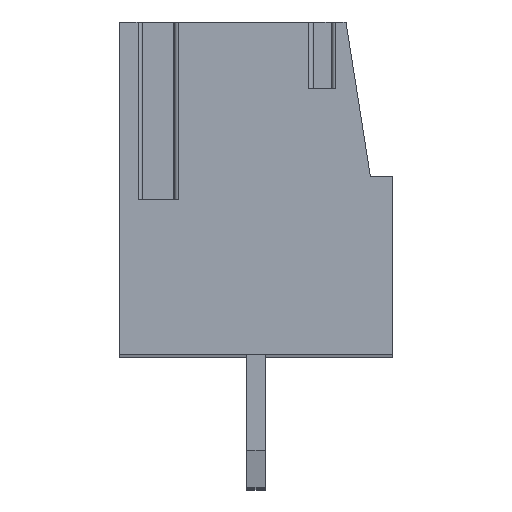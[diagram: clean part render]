
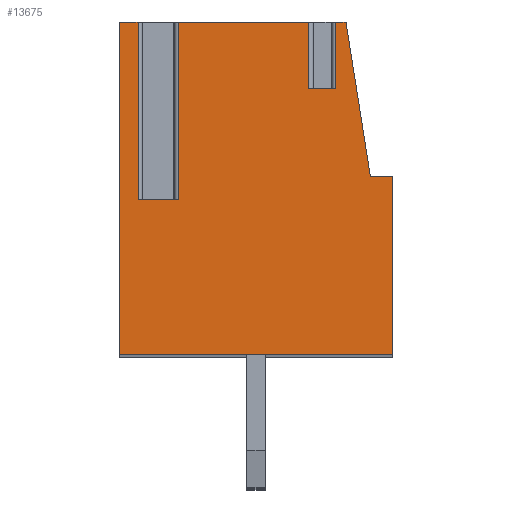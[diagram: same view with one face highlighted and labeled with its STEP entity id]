
A CAD part, top view. The second image highlights one B-rep face of the part: STEP entity #13675.
In plain terms, the highlighted planar face has unit normal (0, 0, 1).
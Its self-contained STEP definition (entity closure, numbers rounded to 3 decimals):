
#3915=DIRECTION('',(0.,1.,0.));
#3916=VECTOR('',#3915,1.8);
#3917=CARTESIAN_POINT('',(1.436,2.4,1.75));
#3918=LINE('',#3917,#3916);
#3919=DIRECTION('',(0.,1.,0.));
#3920=VECTOR('',#3919,1.8);
#3921=CARTESIAN_POINT('',(2.164,2.4,1.75));
#3922=LINE('',#3921,#3920);
#3923=DIRECTION('',(-1.,0.,0.));
#3924=VECTOR('',#3923,0.276);
#3925=CARTESIAN_POINT('',(2.44,4.2,1.75));
#3926=LINE('',#3925,#3924);
#3927=DIRECTION('',(-0.155,0.988,0.));
#3928=VECTOR('',#3927,4.252);
#3929=CARTESIAN_POINT('',(3.1,0.,1.75));
#3930=LINE('',#3929,#3928);
#3931=DIRECTION('',(-1.,0.,0.));
#3932=VECTOR('',#3931,0.6);
#3933=CARTESIAN_POINT('',(3.7,0.,1.75));
#3934=LINE('',#3933,#3932);
#3935=DIRECTION('',(0.,1.,0.));
#3936=VECTOR('',#3935,4.8);
#3937=CARTESIAN_POINT('',(3.7,-4.8,1.75));
#3938=LINE('',#3937,#3936);
#3939=DIRECTION('',(1.,0.,0.));
#3940=VECTOR('',#3939,7.4);
#3941=CARTESIAN_POINT('',(-3.7,-4.8,1.75));
#3942=LINE('',#3941,#3940);
#3943=DIRECTION('',(0.,-1.,0.));
#3944=VECTOR('',#3943,9.);
#3945=CARTESIAN_POINT('',(-3.7,4.2,1.75));
#3946=LINE('',#3945,#3944);
#3947=DIRECTION('',(-1.,0.,0.));
#3948=VECTOR('',#3947,0.504);
#3949=CARTESIAN_POINT('',(-3.196,4.2,1.75));
#3950=LINE('',#3949,#3948);
#3951=DIRECTION('',(0.,1.,0.));
#3952=VECTOR('',#3951,4.8);
#3953=CARTESIAN_POINT('',(-3.196,-0.6,1.75));
#3954=LINE('',#3953,#3952);
#3955=DIRECTION('',(-1.,0.,0.));
#3956=VECTOR('',#3955,1.093);
#3957=CARTESIAN_POINT('',(-2.104,-0.6,1.75));
#3958=LINE('',#3957,#3956);
#3959=DIRECTION('',(0.,1.,0.));
#3960=VECTOR('',#3959,4.8);
#3961=CARTESIAN_POINT('',(-2.104,-0.6,1.75));
#3962=LINE('',#3961,#3960);
#3963=DIRECTION('',(-1.,0.,0.));
#3964=VECTOR('',#3963,3.54);
#3965=CARTESIAN_POINT('',(1.436,4.2,1.75));
#3966=LINE('',#3965,#3964);
#3976=DIRECTION('',(1.,0.,0.));
#3977=VECTOR('',#3976,0.728);
#3978=CARTESIAN_POINT('',(1.436,2.4,1.75));
#3979=LINE('',#3978,#3977);
#6343=CARTESIAN_POINT('',(3.7,0.,1.75));
#6344=CARTESIAN_POINT('',(3.1,0.,1.75));
#6345=VERTEX_POINT('',#6343);
#6346=VERTEX_POINT('',#6344);
#6347=CARTESIAN_POINT('',(2.44,4.2,1.75));
#6348=VERTEX_POINT('',#6347);
#6349=CARTESIAN_POINT('',(-3.7,4.2,1.75));
#6350=CARTESIAN_POINT('',(-3.7,-4.8,1.75));
#6351=VERTEX_POINT('',#6349);
#6352=VERTEX_POINT('',#6350);
#6353=CARTESIAN_POINT('',(3.7,-4.8,1.75));
#6354=VERTEX_POINT('',#6353);
#6363=CARTESIAN_POINT('',(-2.104,-0.6,1.75));
#6364=CARTESIAN_POINT('',(-3.196,-0.6,1.75));
#6365=VERTEX_POINT('',#6363);
#6366=VERTEX_POINT('',#6364);
#6367=CARTESIAN_POINT('',(-3.196,4.2,1.75));
#6368=VERTEX_POINT('',#6367);
#6369=CARTESIAN_POINT('',(-2.104,4.2,1.75));
#6370=VERTEX_POINT('',#6369);
#6375=CARTESIAN_POINT('',(1.436,4.2,1.75));
#6376=VERTEX_POINT('',#6375);
#6378=CARTESIAN_POINT('',(2.164,4.2,1.75));
#6380=VERTEX_POINT('',#6378);
#6443=CARTESIAN_POINT('',(1.436,2.4,1.75));
#6444=VERTEX_POINT('',#6443);
#6446=CARTESIAN_POINT('',(2.164,2.4,1.75));
#6448=VERTEX_POINT('',#6446);
#13644=CARTESIAN_POINT('',(0.,0.,1.75));
#13645=DIRECTION('',(0.,0.,1.));
#13646=DIRECTION('',(1.,0.,0.));
#13647=AXIS2_PLACEMENT_3D('',#13644,#13645,#13646);
#13648=PLANE('',#13647);
#13650=ORIENTED_EDGE('',*,*,#13649,.F.);
#13652=ORIENTED_EDGE('',*,*,#13651,.T.);
#13654=ORIENTED_EDGE('',*,*,#13653,.T.);
#13655=ORIENTED_EDGE('',*,*,#8320,.F.);
#13657=ORIENTED_EDGE('',*,*,#13656,.F.);
#13659=ORIENTED_EDGE('',*,*,#13658,.F.);
#13661=ORIENTED_EDGE('',*,*,#13660,.F.);
#13663=ORIENTED_EDGE('',*,*,#13662,.F.);
#13664=ORIENTED_EDGE('',*,*,#12931,.F.);
#13665=ORIENTED_EDGE('',*,*,#8344,.F.);
#13667=ORIENTED_EDGE('',*,*,#13666,.F.);
#13669=ORIENTED_EDGE('',*,*,#13668,.F.);
#13671=ORIENTED_EDGE('',*,*,#13670,.T.);
#13672=ORIENTED_EDGE('',*,*,#8332,.F.);
#13673=EDGE_LOOP('',(#13650,#13652,#13654,#13655,#13657,#13659,#13661,#13663,
#13664,#13665,#13667,#13669,#13671,#13672));
#13674=FACE_OUTER_BOUND('',#13673,.F.);
#8320=EDGE_CURVE('',#6348,#6380,#3926,.T.);
#8332=EDGE_CURVE('',#6376,#6370,#3966,.T.);
#8344=EDGE_CURVE('',#6368,#6351,#3950,.T.);
#12931=EDGE_CURVE('',#6351,#6352,#3946,.T.);
#13649=EDGE_CURVE('',#6444,#6376,#3918,.T.);
#13651=EDGE_CURVE('',#6444,#6448,#3979,.T.);
#13653=EDGE_CURVE('',#6448,#6380,#3922,.T.);
#13656=EDGE_CURVE('',#6346,#6348,#3930,.T.);
#13658=EDGE_CURVE('',#6345,#6346,#3934,.T.);
#13660=EDGE_CURVE('',#6354,#6345,#3938,.T.);
#13662=EDGE_CURVE('',#6352,#6354,#3942,.T.);
#13666=EDGE_CURVE('',#6366,#6368,#3954,.T.);
#13668=EDGE_CURVE('',#6365,#6366,#3958,.T.);
#13670=EDGE_CURVE('',#6365,#6370,#3962,.T.);
#13675=ADVANCED_FACE('',(#13674),#13648,.T.);
